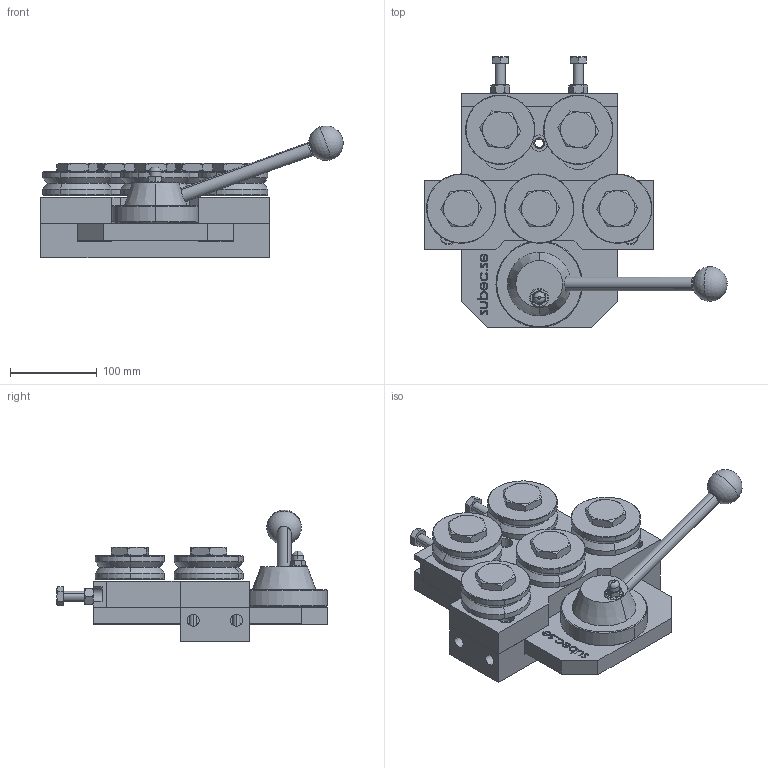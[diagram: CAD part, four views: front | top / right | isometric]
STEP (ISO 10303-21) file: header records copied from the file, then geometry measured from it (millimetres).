
FILE_DESCRIPTION (( 'STEP AP214' ), '1' );
FILE_NAME ('190115_1804A.STEP', '2019-01-15T14:57:38', ( '' ), ( '' ), 'SwSTEP 2.0', 'SolidWorks 2018', '' );
FILE_SCHEMA (( 'AUTOMOTIVE_DESIGN' ));
Length unit declared in the file: millimetre
Products named in the file (1): 190115_1804A
Bounding box: 348.81 x 312.5 x 152.16 mm (x, y, z)
Surface area: 366641.7 mm2 (no closed solid volume)
Topology: 0 solids, 29 shells, 420 faces, 1213 edges, 821 vertices
Faces by surface type: plane 162, cone 115, cylinder 91, bspline 48, torus 2, sphere 2
Entity records: 22243 total; most frequent: CARTESIAN_POINT 7153, ORIENTED_EDGE 2044, DIRECTION 2020, EDGE_CURVE 1209, VERTEX_POINT 819, AXIS2_PLACEMENT_3D 754, VECTOR 512, LINE 512
